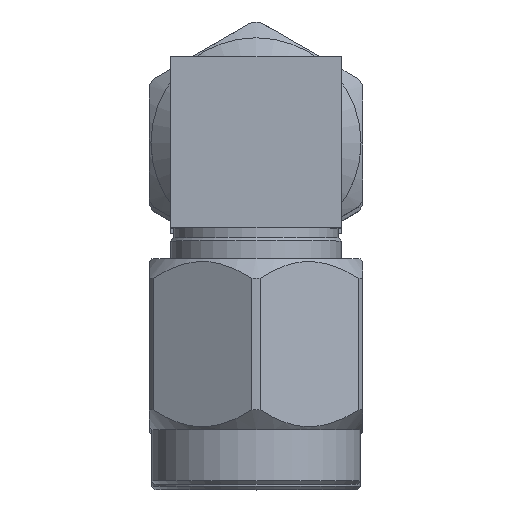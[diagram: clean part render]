
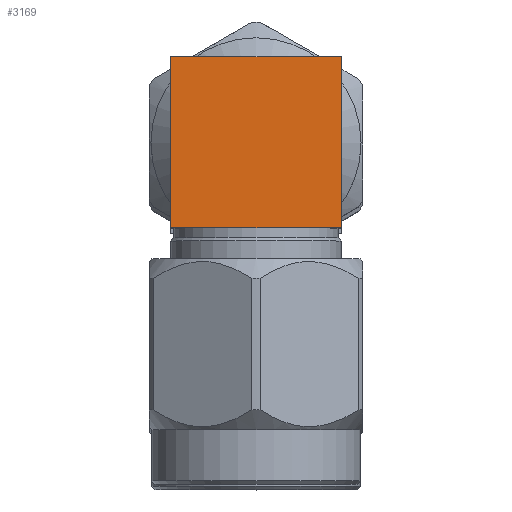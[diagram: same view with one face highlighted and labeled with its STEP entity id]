
A CAD part, top view. The second image highlights one B-rep face of the part: STEP entity #3169.
In plain terms, the highlighted face is planar.
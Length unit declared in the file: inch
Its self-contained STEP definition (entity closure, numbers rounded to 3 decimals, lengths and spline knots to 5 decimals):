
#207 = DIRECTION ( 'NONE',  ( 0., -1., 0. ) ) ;
#428 = EDGE_CURVE ( 'NONE', #1241, #699, #3686, .T. ) ;
#497 = EDGE_CURVE ( 'NONE', #1241, #1516, #5019, .T. ) ;
#605 = CARTESIAN_POINT ( 'NONE',  ( -0.125, 0.125, 0.125 ) ) ;
#699 = VERTEX_POINT ( 'NONE', #3923 ) ;
#746 = CARTESIAN_POINT ( 'NONE',  ( 0.125, 0.125, 0.125 ) ) ;
#949 = CARTESIAN_POINT ( 'NONE',  ( -0.125, 0.125, 0.125 ) ) ;
#1148 = CARTESIAN_POINT ( 'NONE',  ( 0.125, 0.125, 0.125 ) ) ;
#1241 = VERTEX_POINT ( 'NONE', #746 ) ;
#1269 = VECTOR ( 'NONE', #2987, 39.37008 ) ;
#1461 = FACE_OUTER_BOUND ( 'NONE', #3263, .T. ) ;
#1513 = DIRECTION ( 'NONE',  ( 0., 0., -1. ) ) ;
#1516 = VERTEX_POINT ( 'NONE', #605 ) ;
#1723 = ORIENTED_EDGE ( 'NONE', *, *, #428, .T. ) ;
#1732 = VERTEX_POINT ( 'NONE', #3498 ) ;
#1886 = CARTESIAN_POINT ( 'NONE',  ( -0.125, 0.125, -0.125 ) ) ;
#1990 = VECTOR ( 'NONE', #3851, 39.37008 ) ;
#2136 = ORIENTED_EDGE ( 'NONE', *, *, #5188, .T. ) ;
#2645 = LINE ( 'NONE', #949, #1990 ) ;
#2691 = AXIS2_PLACEMENT_3D ( 'NONE', #3577, #207, #4049 ) ;
#2749 = DIRECTION ( 'NONE',  ( -1., 0., 0. ) ) ;
#2878 = ORIENTED_EDGE ( 'NONE', *, *, #497, .F. ) ;
#2987 = DIRECTION ( 'NONE',  ( -1., 0., 0. ) ) ;
#3169 = ADVANCED_FACE ( 'NONE', ( #1461 ), #4074, .F. ) ;
#3263 = EDGE_LOOP ( 'NONE', ( #2136, #4981, #2878, #1723 ) ) ;
#3498 = CARTESIAN_POINT ( 'NONE',  ( -0.125, 0.125, -0.125 ) ) ;
#3577 = CARTESIAN_POINT ( 'NONE',  ( -0.125, 0.125, 0.125 ) ) ;
#3686 = LINE ( 'NONE', #1148, #5265 ) ;
#3851 = DIRECTION ( 'NONE',  ( 0., 0., -1. ) ) ;
#3923 = CARTESIAN_POINT ( 'NONE',  ( 0.125, 0.125, -0.125 ) ) ;
#4003 = LINE ( 'NONE', #1886, #4935 ) ;
#4049 = DIRECTION ( 'NONE',  ( 0., 0., -1. ) ) ;
#4074 = PLANE ( 'NONE',  #2691 ) ;
#4177 = CARTESIAN_POINT ( 'NONE',  ( -0.125, 0.125, 0.125 ) ) ;
#4725 = EDGE_CURVE ( 'NONE', #1516, #1732, #2645, .T. ) ;
#4935 = VECTOR ( 'NONE', #2749, 39.37008 ) ;
#4981 = ORIENTED_EDGE ( 'NONE', *, *, #4725, .F. ) ;
#5019 = LINE ( 'NONE', #4177, #1269 ) ;
#5188 = EDGE_CURVE ( 'NONE', #699, #1732, #4003, .T. ) ;
#5265 = VECTOR ( 'NONE', #1513, 39.37008 ) ;
